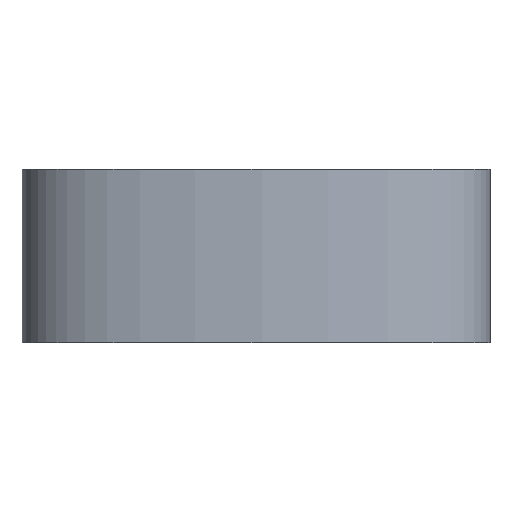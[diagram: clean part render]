
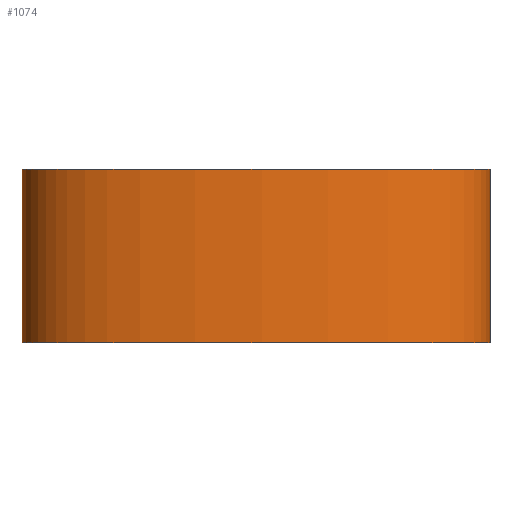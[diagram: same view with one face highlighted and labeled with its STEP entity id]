
A CAD part, front view. The second image highlights one B-rep face of the part: STEP entity #1074.
In plain terms, the highlighted free-form (B-spline) face has degree [3, 1] with [19, 2] control points.
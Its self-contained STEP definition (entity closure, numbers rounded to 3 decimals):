
#20=B_SPLINE_SURFACE_WITH_KNOTS('',3,1,((#2050,#2051),(#2052,#2053),(#2054,
#2055),(#2056,#2057),(#2058,#2059),(#2060,#2061),(#2062,#2063),(#2064,#2065),
(#2066,#2067),(#2068,#2069),(#2070,#2071),(#2072,#2073),(#2074,#2075),(#2076,
#2077),(#2078,#2079),(#2080,#2081),(#2082,#2083),(#2084,#2085),(#2086,#2087)),
 .UNSPECIFIED.,.F.,.F.,.F.,(4,3,3,3,3,3,4),(2,2),(0.,0.137,
0.37,0.648,0.844,0.987,
1.),(0.,1.9),.UNSPECIFIED.);
#61=B_SPLINE_CURVE_WITH_KNOTS('',3,(#1583,#1584,#1585,#1586,#1587,#1588,
#1589,#1590,#1591,#1592,#1593,#1594,#1595,#1596,#1597,#1598,#1599,#1600,
#1601),.UNSPECIFIED.,.F.,.F.,(4,3,3,3,3,3,4),(0.,0.137,0.37,
0.648,0.844,0.987,1.),.UNSPECIFIED.);
#69=B_SPLINE_CURVE_WITH_KNOTS('',3,(#1715,#1716,#1717,#1718,#1719,#1720,
#1721,#1722,#1723,#1724,#1725,#1726,#1727,#1728,#1729,#1730,#1731,#1732,
#1733),.UNSPECIFIED.,.F.,.F.,(4,3,3,3,3,3,4),(0.,0.137,0.37,
0.648,0.844,0.987,1.),.UNSPECIFIED.);
#168=FACE_OUTER_BOUND('',#231,.T.);
#231=EDGE_LOOP('',(#932,#933,#934,#935));
#338=LINE('',#2049,#428);
#339=LINE('',#2088,#429);
#428=VECTOR('',#1418,10.);
#429=VECTOR('',#1419,10.);
#478=VERTEX_POINT('',#1580);
#479=VERTEX_POINT('',#1582);
#512=VERTEX_POINT('',#1712);
#513=VERTEX_POINT('',#1714);
#600=EDGE_CURVE('',#479,#478,#61,.T.);
#634=EDGE_CURVE('',#512,#513,#69,.T.);
#684=EDGE_CURVE('',#478,#513,#338,.T.);
#685=EDGE_CURVE('',#479,#512,#339,.T.);
#932=ORIENTED_EDGE('',*,*,#600,.T.);
#933=ORIENTED_EDGE('',*,*,#684,.T.);
#934=ORIENTED_EDGE('',*,*,#634,.F.);
#935=ORIENTED_EDGE('',*,*,#685,.F.);
#1074=ADVANCED_FACE('',(#168),#20,.T.);
#1418=DIRECTION('',(0.,0.,1.));
#1419=DIRECTION('',(0.,0.,1.));
#1580=CARTESIAN_POINT('',(25.6,0.,0.));
#1582=CARTESIAN_POINT('',(-25.6,0.,0.));
#1583=CARTESIAN_POINT('Ctrl Pts',(-25.6,0.,0.));
#1584=CARTESIAN_POINT('Ctrl Pts',(-25.6,-2.329,0.));
#1585=CARTESIAN_POINT('Ctrl Pts',(-24.704,-4.353,0.));
#1586=CARTESIAN_POINT('Ctrl Pts',(-23.077,-5.958,0.));
#1587=CARTESIAN_POINT('Ctrl Pts',(-20.308,-8.692,0.));
#1588=CARTESIAN_POINT('Ctrl Pts',(-15.506,-10.323,0.));
#1589=CARTESIAN_POINT('Ctrl Pts',(-9.879,-11.188,0.));
#1590=CARTESIAN_POINT('Ctrl Pts',(-3.191,-12.215,0.));
#1591=CARTESIAN_POINT('Ctrl Pts',(4.633,-12.149,0.));
#1592=CARTESIAN_POINT('Ctrl Pts',(11.166,-10.973,0.));
#1593=CARTESIAN_POINT('Ctrl Pts',(15.781,-10.143,0.));
#1594=CARTESIAN_POINT('Ctrl Pts',(19.743,-8.757,0.));
#1595=CARTESIAN_POINT('Ctrl Pts',(22.345,-6.617,0.));
#1596=CARTESIAN_POINT('Ctrl Pts',(24.244,-5.055,0.));
#1597=CARTESIAN_POINT('Ctrl Pts',(25.4,-3.045,0.));
#1598=CARTESIAN_POINT('Ctrl Pts',(25.575,-0.676,0.));
#1599=CARTESIAN_POINT('Ctrl Pts',(25.592,-0.453,0.));
#1600=CARTESIAN_POINT('Ctrl Pts',(25.6,-0.228,0.));
#1601=CARTESIAN_POINT('Ctrl Pts',(25.6,0.,0.));
#1712=CARTESIAN_POINT('',(-25.6,0.,19.));
#1714=CARTESIAN_POINT('',(25.6,0.,19.));
#1715=CARTESIAN_POINT('Ctrl Pts',(-25.6,0.,19.));
#1716=CARTESIAN_POINT('Ctrl Pts',(-25.6,-2.329,19.));
#1717=CARTESIAN_POINT('Ctrl Pts',(-24.704,-4.353,19.));
#1718=CARTESIAN_POINT('Ctrl Pts',(-23.077,-5.958,19.));
#1719=CARTESIAN_POINT('Ctrl Pts',(-20.308,-8.692,19.));
#1720=CARTESIAN_POINT('Ctrl Pts',(-15.506,-10.323,19.));
#1721=CARTESIAN_POINT('Ctrl Pts',(-9.879,-11.188,19.));
#1722=CARTESIAN_POINT('Ctrl Pts',(-3.191,-12.215,19.));
#1723=CARTESIAN_POINT('Ctrl Pts',(4.633,-12.149,19.));
#1724=CARTESIAN_POINT('Ctrl Pts',(11.166,-10.973,19.));
#1725=CARTESIAN_POINT('Ctrl Pts',(15.781,-10.143,19.));
#1726=CARTESIAN_POINT('Ctrl Pts',(19.743,-8.757,19.));
#1727=CARTESIAN_POINT('Ctrl Pts',(22.345,-6.617,19.));
#1728=CARTESIAN_POINT('Ctrl Pts',(24.244,-5.055,19.));
#1729=CARTESIAN_POINT('Ctrl Pts',(25.4,-3.045,19.));
#1730=CARTESIAN_POINT('Ctrl Pts',(25.575,-0.676,19.));
#1731=CARTESIAN_POINT('Ctrl Pts',(25.592,-0.453,19.));
#1732=CARTESIAN_POINT('Ctrl Pts',(25.6,-0.228,19.));
#1733=CARTESIAN_POINT('Ctrl Pts',(25.6,0.,19.));
#2049=CARTESIAN_POINT('',(25.6,0.,0.));
#2050=CARTESIAN_POINT('Ctrl Pts',(-25.6,0.,0.));
#2051=CARTESIAN_POINT('Ctrl Pts',(-25.6,0.,19.));
#2052=CARTESIAN_POINT('Ctrl Pts',(-25.6,-2.329,0.));
#2053=CARTESIAN_POINT('Ctrl Pts',(-25.6,-2.329,19.));
#2054=CARTESIAN_POINT('Ctrl Pts',(-24.704,-4.353,0.));
#2055=CARTESIAN_POINT('Ctrl Pts',(-24.704,-4.353,19.));
#2056=CARTESIAN_POINT('Ctrl Pts',(-23.077,-5.958,0.));
#2057=CARTESIAN_POINT('Ctrl Pts',(-23.077,-5.958,19.));
#2058=CARTESIAN_POINT('Ctrl Pts',(-20.308,-8.692,0.));
#2059=CARTESIAN_POINT('Ctrl Pts',(-20.308,-8.692,19.));
#2060=CARTESIAN_POINT('Ctrl Pts',(-15.506,-10.323,0.));
#2061=CARTESIAN_POINT('Ctrl Pts',(-15.506,-10.323,19.));
#2062=CARTESIAN_POINT('Ctrl Pts',(-9.879,-11.188,0.));
#2063=CARTESIAN_POINT('Ctrl Pts',(-9.879,-11.188,19.));
#2064=CARTESIAN_POINT('Ctrl Pts',(-3.191,-12.215,0.));
#2065=CARTESIAN_POINT('Ctrl Pts',(-3.191,-12.215,19.));
#2066=CARTESIAN_POINT('Ctrl Pts',(4.633,-12.149,0.));
#2067=CARTESIAN_POINT('Ctrl Pts',(4.633,-12.149,19.));
#2068=CARTESIAN_POINT('Ctrl Pts',(11.166,-10.973,0.));
#2069=CARTESIAN_POINT('Ctrl Pts',(11.166,-10.973,19.));
#2070=CARTESIAN_POINT('Ctrl Pts',(15.781,-10.143,0.));
#2071=CARTESIAN_POINT('Ctrl Pts',(15.781,-10.143,19.));
#2072=CARTESIAN_POINT('Ctrl Pts',(19.743,-8.757,0.));
#2073=CARTESIAN_POINT('Ctrl Pts',(19.743,-8.757,19.));
#2074=CARTESIAN_POINT('Ctrl Pts',(22.345,-6.617,0.));
#2075=CARTESIAN_POINT('Ctrl Pts',(22.345,-6.617,19.));
#2076=CARTESIAN_POINT('Ctrl Pts',(24.244,-5.055,0.));
#2077=CARTESIAN_POINT('Ctrl Pts',(24.244,-5.055,19.));
#2078=CARTESIAN_POINT('Ctrl Pts',(25.4,-3.045,0.));
#2079=CARTESIAN_POINT('Ctrl Pts',(25.4,-3.045,19.));
#2080=CARTESIAN_POINT('Ctrl Pts',(25.575,-0.676,0.));
#2081=CARTESIAN_POINT('Ctrl Pts',(25.575,-0.676,19.));
#2082=CARTESIAN_POINT('Ctrl Pts',(25.592,-0.453,0.));
#2083=CARTESIAN_POINT('Ctrl Pts',(25.592,-0.453,19.));
#2084=CARTESIAN_POINT('Ctrl Pts',(25.6,-0.228,0.));
#2085=CARTESIAN_POINT('Ctrl Pts',(25.6,-0.228,19.));
#2086=CARTESIAN_POINT('Ctrl Pts',(25.6,0.,0.));
#2087=CARTESIAN_POINT('Ctrl Pts',(25.6,0.,19.));
#2088=CARTESIAN_POINT('',(-25.6,0.,0.));
